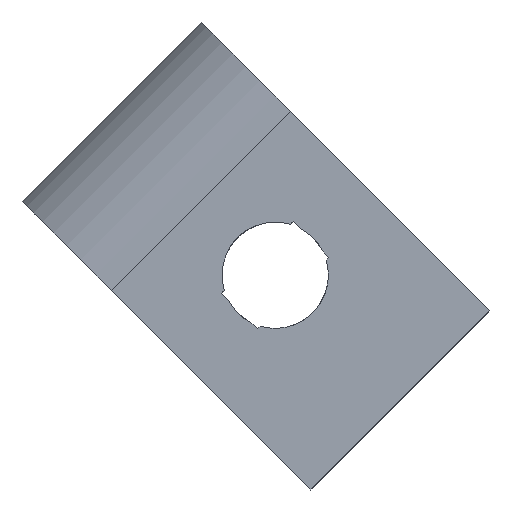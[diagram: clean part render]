
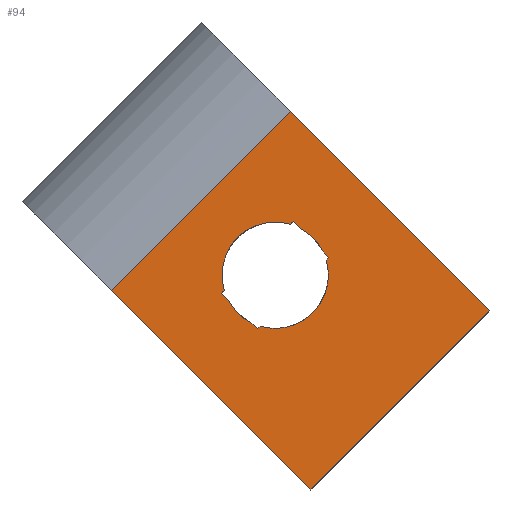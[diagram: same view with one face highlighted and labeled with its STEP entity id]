
A CAD part, front view. The second image highlights one B-rep face of the part: STEP entity #94.
In plain terms, the highlighted planar face has unit normal (0, -1, 0).
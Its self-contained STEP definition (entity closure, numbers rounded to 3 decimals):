
#94 = ADVANCED_FACE( '', ( #167, #168 ), #169, .T. );
#167 = FACE_BOUND( '', #277, .T. );
#168 = FACE_OUTER_BOUND( '', #278, .T. );
#169 = PLANE( '', #279 );
#277 = EDGE_LOOP( '', ( #524, #525, #526, #527, #528, #529, #530, #531, #532, #533, #534, #535 ) );
#278 = EDGE_LOOP( '', ( #536, #537, #538, #539 ) );
#279 = AXIS2_PLACEMENT_3D( '', #540, #541, #542 );
#524 = ORIENTED_EDGE( '', *, *, #903, .T. );
#525 = ORIENTED_EDGE( '', *, *, #904, .T. );
#526 = ORIENTED_EDGE( '', *, *, #826, .T. );
#527 = ORIENTED_EDGE( '', *, *, #905, .T. );
#528 = ORIENTED_EDGE( '', *, *, #906, .T. );
#529 = ORIENTED_EDGE( '', *, *, #901, .T. );
#530 = ORIENTED_EDGE( '', *, *, #907, .T. );
#531 = ORIENTED_EDGE( '', *, *, #908, .T. );
#532 = ORIENTED_EDGE( '', *, *, #909, .T. );
#533 = ORIENTED_EDGE( '', *, *, #910, .T. );
#534 = ORIENTED_EDGE( '', *, *, #911, .T. );
#535 = ORIENTED_EDGE( '', *, *, #912, .T. );
#536 = ORIENTED_EDGE( '', *, *, #913, .T. );
#537 = ORIENTED_EDGE( '', *, *, #914, .T. );
#538 = ORIENTED_EDGE( '', *, *, #915, .F. );
#539 = ORIENTED_EDGE( '', *, *, #834, .T. );
#540 = CARTESIAN_POINT( '', ( -22.132, 0., 9.405 ) );
#541 = DIRECTION( '', ( 0., -1., 0. ) );
#542 = DIRECTION( '', ( 0., 0., -1. ) );
#826 = EDGE_CURVE( '', #977, #994, #996, .T. );
#834 = EDGE_CURVE( '', #1003, #1008, #1010, .T. );
#901 = EDGE_CURVE( '', #1127, #1125, #1128, .T. );
#903 = EDGE_CURVE( '', #1130, #1131, #1132, .T. );
#904 = EDGE_CURVE( '', #1131, #977, #1133, .T. );
#905 = EDGE_CURVE( '', #994, #1134, #1135, .T. );
#906 = EDGE_CURVE( '', #1134, #1127, #1136, .T. );
#907 = EDGE_CURVE( '', #1125, #1137, #1138, .T. );
#908 = EDGE_CURVE( '', #1137, #1139, #1140, .T. );
#909 = EDGE_CURVE( '', #1139, #1141, #1142, .T. );
#910 = EDGE_CURVE( '', #1141, #1143, #1144, .T. );
#911 = EDGE_CURVE( '', #1143, #1145, #1146, .T. );
#912 = EDGE_CURVE( '', #1145, #1130, #1147, .T. );
#913 = EDGE_CURVE( '', #1008, #1148, #1149, .T. );
#914 = EDGE_CURVE( '', #1148, #1150, #1151, .T. );
#915 = EDGE_CURVE( '', #1003, #1150, #1152, .T. );
#977 = VERTEX_POINT( '', #1234 );
#994 = VERTEX_POINT( '', #1274 );
#996 = CIRCLE( '', #1277, 4.2 );
#1003 = VERTEX_POINT( '', #1288 );
#1008 = VERTEX_POINT( '', #1294 );
#1010 = LINE( '', #1297, #1298 );
#1125 = VERTEX_POINT( '', #1502 );
#1127 = VERTEX_POINT( '', #1505 );
#1128 = CIRCLE( '', #1506, 4.2 );
#1130 = VERTEX_POINT( '', #1509 );
#1131 = VERTEX_POINT( '', #1510 );
#1132 = LINE( '', #1511, #1512 );
#1133 = LINE( '', #1513, #1514 );
#1134 = VERTEX_POINT( '', #1515 );
#1135 = LINE( '', #1516, #1517 );
#1136 = LINE( '', #1518, #1519 );
#1137 = VERTEX_POINT( '', #1520 );
#1138 = LINE( '', #1521, #1522 );
#1139 = VERTEX_POINT( '', #1523 );
#1140 = LINE( '', #1524, #1525 );
#1141 = VERTEX_POINT( '', #1526 );
#1142 = CIRCLE( '', #1527, 4.2 );
#1143 = VERTEX_POINT( '', #1528 );
#1144 = LINE( '', #1529, #1530 );
#1145 = VERTEX_POINT( '', #1531 );
#1146 = LINE( '', #1532, #1533 );
#1147 = CIRCLE( '', #1534, 4.2 );
#1148 = VERTEX_POINT( '', #1535 );
#1149 = LINE( '', #1536, #1537 );
#1150 = VERTEX_POINT( '', #1538 );
#1151 = LINE( '', #1539, #1540 );
#1152 = LINE( '', #1541, #1542 );
#1234 = CARTESIAN_POINT( '', ( 4.751, 0., 6.562 ) );
#1274 = CARTESIAN_POINT( '', ( 6.562, 0., 4.751 ) );
#1277 = AXIS2_PLACEMENT_3D( '', #1670, #1671, #1672 );
#1288 = CARTESIAN_POINT( '', ( -10.105, 0., 1.619 ) );
#1294 = CARTESIAN_POINT( '', ( 5.657, 0., -14.142 ) );
#1297 = CARTESIAN_POINT( '', ( -20.011, 0., 11.526 ) );
#1298 = VECTOR( '', #1682, 1000. );
#1502 = CARTESIAN_POINT( '', ( 1.631, 0., -1.197 ) );
#1505 = CARTESIAN_POINT( '', ( 6.854, 0., 4.026 ) );
#1506 = AXIS2_PLACEMENT_3D( '', #1783, #1784, #1785 );
#1509 = CARTESIAN_POINT( '', ( 4.026, 0., 6.854 ) );
#1510 = CARTESIAN_POINT( '', ( 4.243, 0., 7.071 ) );
#1511 = CARTESIAN_POINT( '', ( -7.778, 0., -4.95 ) );
#1512 = VECTOR( '', #1787, 1000. );
#1513 = CARTESIAN_POINT( '', ( -10.112, 0., 21.425 ) );
#1514 = VECTOR( '', #1788, 1000. );
#1515 = CARTESIAN_POINT( '', ( 7.071, 0., 4.243 ) );
#1516 = CARTESIAN_POINT( '', ( -10.112, 0., 21.425 ) );
#1517 = VECTOR( '', #1789, 1000. );
#1518 = CARTESIAN_POINT( '', ( -4.95, 0., -7.778 ) );
#1519 = VECTOR( '', #1790, 1000. );
#1520 = CARTESIAN_POINT( '', ( 1.414, 0., -1.414 ) );
#1521 = CARTESIAN_POINT( '', ( -4.95, 0., -7.778 ) );
#1522 = VECTOR( '', #1791, 1000. );
#1523 = CARTESIAN_POINT( '', ( 0.906, 0., -0.906 ) );
#1524 = CARTESIAN_POINT( '', ( -15.768, 0., 15.768 ) );
#1525 = VECTOR( '', #1792, 1000. );
#1526 = CARTESIAN_POINT( '', ( -0.906, 0., 0.906 ) );
#1527 = AXIS2_PLACEMENT_3D( '', #1793, #1794, #1795 );
#1528 = CARTESIAN_POINT( '', ( -1.414, 0., 1.414 ) );
#1529 = CARTESIAN_POINT( '', ( -15.768, 0., 15.768 ) );
#1530 = VECTOR( '', #1796, 1000. );
#1531 = CARTESIAN_POINT( '', ( -1.197, 0., 1.631 ) );
#1532 = CARTESIAN_POINT( '', ( -7.778, 0., -4.95 ) );
#1533 = VECTOR( '', #1797, 1000. );
#1534 = AXIS2_PLACEMENT_3D( '', #1798, #1799, #1800 );
#1535 = CARTESIAN_POINT( '', ( 19.799, 0., 0. ) );
#1536 = CARTESIAN_POINT( '', ( 3.536, 0., -16.263 ) );
#1537 = VECTOR( '', #1801, 1000. );
#1538 = CARTESIAN_POINT( '', ( 4.038, 0., 15.761 ) );
#1539 = CARTESIAN_POINT( '', ( -5.869, 0., 25.668 ) );
#1540 = VECTOR( '', #1802, 1000. );
#1541 = CARTESIAN_POINT( '', ( -46.622, 0., -34.898 ) );
#1542 = VECTOR( '', #1803, 1000. );
#1670 = CARTESIAN_POINT( '', ( 2.828, 0., 2.828 ) );
#1671 = DIRECTION( '', ( 0., 1., 0. ) );
#1672 = DIRECTION( '', ( 1., 0., 0. ) );
#1682 = DIRECTION( '', ( 0.707, 0., -0.707 ) );
#1783 = CARTESIAN_POINT( '', ( 2.828, 0., 2.828 ) );
#1784 = DIRECTION( '', ( 0., 1., 0. ) );
#1785 = DIRECTION( '', ( 1., 0., 0. ) );
#1787 = DIRECTION( '', ( 0.707, 0., 0.707 ) );
#1788 = DIRECTION( '', ( 0.707, 0., -0.707 ) );
#1789 = DIRECTION( '', ( 0.707, 0., -0.707 ) );
#1790 = DIRECTION( '', ( -0.707, 0., -0.707 ) );
#1791 = DIRECTION( '', ( -0.707, 0., -0.707 ) );
#1792 = DIRECTION( '', ( -0.707, 0., 0.707 ) );
#1793 = CARTESIAN_POINT( '', ( 2.828, 0., 2.828 ) );
#1794 = DIRECTION( '', ( 0., 1., 0. ) );
#1795 = DIRECTION( '', ( 1., 0., 0. ) );
#1796 = DIRECTION( '', ( -0.707, 0., 0.707 ) );
#1797 = DIRECTION( '', ( 0.707, 0., 0.707 ) );
#1798 = CARTESIAN_POINT( '', ( 2.828, 0., 2.828 ) );
#1799 = DIRECTION( '', ( 0., 1., 0. ) );
#1800 = DIRECTION( '', ( 1., 0., 0. ) );
#1801 = DIRECTION( '', ( 0.707, 0., 0.707 ) );
#1802 = DIRECTION( '', ( -0.707, 0., 0.707 ) );
#1803 = DIRECTION( '', ( 0.707, 0., 0.707 ) );
